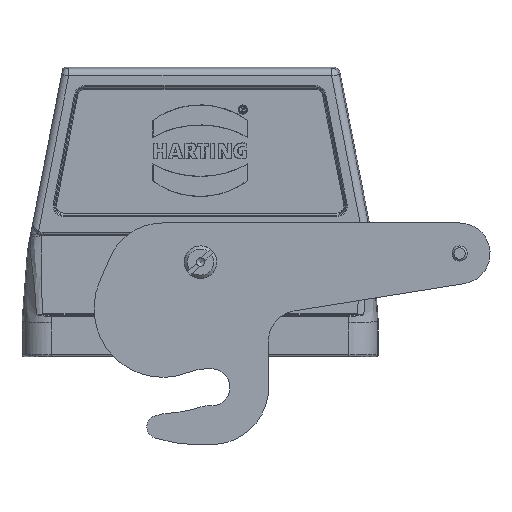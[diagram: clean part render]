
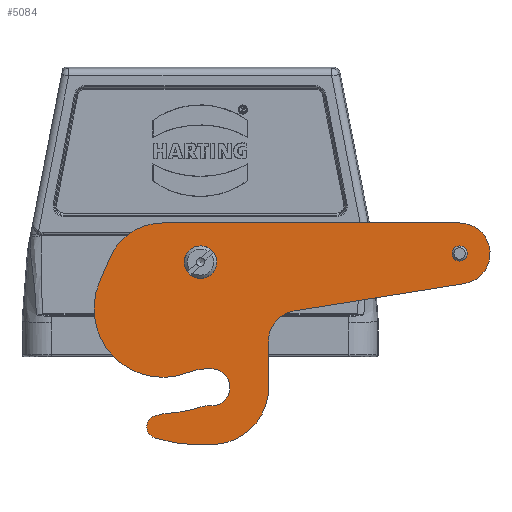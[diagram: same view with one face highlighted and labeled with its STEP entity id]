
A CAD part, front view. The second image highlights one B-rep face of the part: STEP entity #5084.
In plain terms, the highlighted planar face has unit normal (0, -1, 0).
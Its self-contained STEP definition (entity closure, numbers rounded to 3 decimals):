
#5084=ADVANCED_FACE('',(#5446,#5447,#5448),#5313,.T.);
#5313=PLANE('',#14754);
#5446=FACE_BOUND('',#6074,.T.);
#5447=FACE_BOUND('',#6075,.T.);
#5448=FACE_BOUND('',#6076,.T.);
#6074=EDGE_LOOP('',(#10451));
#6075=EDGE_LOOP('',(#10452,#10453,#10454,#10455,#10456,#10457,#10458,#10459,
#10460,#10461,#10462,#10463,#10464,#10465,#10466,#10467));
#6076=EDGE_LOOP('',(#10468));
#6612=CIRCLE('',#14740,2.8);
#6613=CIRCLE('',#14741,3.);
#6614=CIRCLE('',#14742,40.);
#6615=CIRCLE('',#14743,15.);
#6616=CIRCLE('',#14744,8.);
#6617=CIRCLE('',#14745,8.);
#6618=CIRCLE('',#14746,15.);
#6619=CIRCLE('',#14747,18.);
#6620=CIRCLE('',#14748,15.);
#6621=CIRCLE('',#14749,4.85);
#6622=CIRCLE('',#14750,5.);
#6623=CIRCLE('',#14751,35.);
#6624=CIRCLE('',#14752,15.);
#6625=CIRCLE('',#14753,1.975);
#7205=LINE('',#24145,#7797);
#7206=LINE('',#24149,#7798);
#7207=LINE('',#24153,#7799);
#7208=LINE('',#24157,#7800);
#7797=VECTOR('',#17200,1.);
#7798=VECTOR('',#17203,1.);
#7799=VECTOR('',#17206,1.);
#7800=VECTOR('',#17209,1.);
#10451=ORIENTED_EDGE('',*,*,#12848,.F.);
#10452=ORIENTED_EDGE('',*,*,#12849,.T.);
#10453=ORIENTED_EDGE('',*,*,#12850,.T.);
#10454=ORIENTED_EDGE('',*,*,#12851,.T.);
#10455=ORIENTED_EDGE('',*,*,#12852,.T.);
#10456=ORIENTED_EDGE('',*,*,#12853,.T.);
#10457=ORIENTED_EDGE('',*,*,#12854,.T.);
#10458=ORIENTED_EDGE('',*,*,#12855,.T.);
#10459=ORIENTED_EDGE('',*,*,#12856,.T.);
#10460=ORIENTED_EDGE('',*,*,#12857,.T.);
#10461=ORIENTED_EDGE('',*,*,#12858,.T.);
#10462=ORIENTED_EDGE('',*,*,#12859,.T.);
#10463=ORIENTED_EDGE('',*,*,#12860,.T.);
#10464=ORIENTED_EDGE('',*,*,#12861,.T.);
#10465=ORIENTED_EDGE('',*,*,#12862,.T.);
#10466=ORIENTED_EDGE('',*,*,#12863,.T.);
#10467=ORIENTED_EDGE('',*,*,#12864,.T.);
#10468=ORIENTED_EDGE('',*,*,#12865,.F.);
#11477=VERTEX_POINT('',#24137);
#11478=VERTEX_POINT('',#24139);
#11479=VERTEX_POINT('',#24140);
#11480=VERTEX_POINT('',#24142);
#11481=VERTEX_POINT('',#24144);
#11482=VERTEX_POINT('',#24146);
#11483=VERTEX_POINT('',#24148);
#11484=VERTEX_POINT('',#24150);
#11485=VERTEX_POINT('',#24152);
#11486=VERTEX_POINT('',#24154);
#11487=VERTEX_POINT('',#24156);
#11488=VERTEX_POINT('',#24158);
#11489=VERTEX_POINT('',#24160);
#11490=VERTEX_POINT('',#24162);
#11491=VERTEX_POINT('',#24164);
#11492=VERTEX_POINT('',#24166);
#11493=VERTEX_POINT('',#24168);
#11494=VERTEX_POINT('',#24171);
#12848=EDGE_CURVE('',#11477,#11477,#6612,.T.);
#12849=EDGE_CURVE('',#11478,#11479,#6613,.T.);
#12850=EDGE_CURVE('',#11479,#11480,#6614,.T.);
#12851=EDGE_CURVE('',#11480,#11481,#6615,.T.);
#12852=EDGE_CURVE('',#11481,#11482,#7205,.T.);
#12853=EDGE_CURVE('',#11482,#11483,#6616,.T.);
#12854=EDGE_CURVE('',#11483,#11484,#7206,.T.);
#12855=EDGE_CURVE('',#11484,#11485,#6617,.T.);
#12856=EDGE_CURVE('',#11485,#11486,#7207,.T.);
#12857=EDGE_CURVE('',#11486,#11487,#6618,.T.);
#12858=EDGE_CURVE('',#11487,#11488,#7208,.T.);
#12859=EDGE_CURVE('',#11488,#11489,#6619,.T.);
#12860=EDGE_CURVE('',#11489,#11490,#6620,.T.);
#12861=EDGE_CURVE('',#11490,#11491,#6621,.T.);
#12862=EDGE_CURVE('',#11491,#11492,#6622,.T.);
#12863=EDGE_CURVE('',#11492,#11493,#6623,.T.);
#12864=EDGE_CURVE('',#11493,#11478,#6624,.T.);
#12865=EDGE_CURVE('',#11494,#11494,#6625,.T.);
#14740=AXIS2_PLACEMENT_3D('',#24136,#17192,#17193);
#14741=AXIS2_PLACEMENT_3D('',#24138,#17194,#17195);
#14742=AXIS2_PLACEMENT_3D('',#24141,#17196,#17197);
#14743=AXIS2_PLACEMENT_3D('',#24143,#17198,#17199);
#14744=AXIS2_PLACEMENT_3D('',#24147,#17201,#17202);
#14745=AXIS2_PLACEMENT_3D('',#24151,#17204,#17205);
#14746=AXIS2_PLACEMENT_3D('',#24155,#17207,#17208);
#14747=AXIS2_PLACEMENT_3D('',#24159,#17210,#17211);
#14748=AXIS2_PLACEMENT_3D('',#24161,#17212,#17213);
#14749=AXIS2_PLACEMENT_3D('',#24163,#17214,#17215);
#14750=AXIS2_PLACEMENT_3D('',#24165,#17216,#17217);
#14751=AXIS2_PLACEMENT_3D('',#24167,#17218,#17219);
#14752=AXIS2_PLACEMENT_3D('',#24169,#17220,#17221);
#14753=AXIS2_PLACEMENT_3D('',#24170,#17222,#17223);
#14754=AXIS2_PLACEMENT_3D('',#24172,#17224,#17225);
#17192=DIRECTION('',(0.,-1.,0.));
#17193=DIRECTION('',(1.,0.,0.004));
#17194=DIRECTION('',(0.,-1.,0.));
#17195=DIRECTION('',(1.,0.,0.004));
#17196=DIRECTION('',(0.,-1.,0.));
#17197=DIRECTION('',(1.,0.,0.004));
#17198=DIRECTION('',(0.,-1.,0.));
#17199=DIRECTION('',(1.,0.,0.004));
#17200=DIRECTION('',(-0.004,0.,1.));
#17201=DIRECTION('',(0.,1.,0.));
#17202=DIRECTION('',(1.,0.,0.004));
#17203=DIRECTION('',(0.987,0.,0.158));
#17204=DIRECTION('',(0.,-1.,0.));
#17205=DIRECTION('',(1.,0.,0.004));
#17206=DIRECTION('',(-1.,0.,0.));
#17207=DIRECTION('',(0.,-1.,0.));
#17208=DIRECTION('',(1.,0.,0.004));
#17209=DIRECTION('',(-0.396,0.,-0.918));
#17210=DIRECTION('',(0.,-1.,0.));
#17211=DIRECTION('',(1.,0.,0.004));
#17212=DIRECTION('',(0.,1.,0.));
#17213=DIRECTION('',(1.,0.,0.004));
#17214=DIRECTION('',(0.,1.,0.));
#17215=DIRECTION('',(1.,0.,0.004));
#17216=DIRECTION('',(0.,-1.,0.));
#17217=DIRECTION('',(1.,0.,0.004));
#17218=DIRECTION('',(0.,1.,0.));
#17219=DIRECTION('',(1.,0.,0.004));
#17220=DIRECTION('',(0.,-1.,0.));
#17221=DIRECTION('',(1.,0.,0.004));
#17222=DIRECTION('',(0.,-1.,0.));
#17223=DIRECTION('',(0.,0.,-1.));
#17224=DIRECTION('',(0.,-1.,0.));
#17225=DIRECTION('',(1.,0.,0.004));
#24136=CARTESIAN_POINT('',(0.,-26.,15.65));
#24137=CARTESIAN_POINT('',(2.8,-26.,15.661));
#24138=CARTESIAN_POINT('',(-11.134,-26.,-27.593));
#24139=CARTESIAN_POINT('',(-12.081,-26.,-24.747));
#24140=CARTESIAN_POINT('',(-12.052,-26.,-30.449));
#24141=CARTESIAN_POINT('',(0.191,-26.,7.631));
#24142=CARTESIAN_POINT('',(4.488,-26.,-32.138));
#24143=CARTESIAN_POINT('',(2.876,-26.,-17.224));
#24144=CARTESIAN_POINT('',(17.876,-26.,-17.167));
#24145=CARTESIAN_POINT('',(17.876,-26.,-17.167));
#24146=CARTESIAN_POINT('',(17.83,-26.,-5.082));
#24147=CARTESIAN_POINT('',(25.83,-26.,-5.051));
#24148=CARTESIAN_POINT('',(24.564,-26.,2.848));
#24149=CARTESIAN_POINT('',(24.564,-26.,2.848));
#24150=CARTESIAN_POINT('',(69.258,-26.,10.012));
#24151=CARTESIAN_POINT('',(67.992,-26.,17.912));
#24152=CARTESIAN_POINT('',(67.992,-26.,25.912));
#24153=CARTESIAN_POINT('',(67.992,-26.,25.912));
#24154=CARTESIAN_POINT('',(-9.982,-26.,25.912));
#24155=CARTESIAN_POINT('',(-9.982,-26.,10.912));
#24156=CARTESIAN_POINT('',(-23.753,-26.,16.859));
#24157=CARTESIAN_POINT('',(-23.753,-26.,16.859));
#24158=CARTESIAN_POINT('',(-26.478,-26.,10.548));
#24159=CARTESIAN_POINT('',(-9.953,-26.,3.412));
#24160=CARTESIAN_POINT('',(-3.42,-26.,-13.361));
#24161=CARTESIAN_POINT('',(2.023,-26.,-27.338));
#24162=CARTESIAN_POINT('',(3.284,-26.,-12.392));
#24163=CARTESIAN_POINT('',(2.876,-26.,-17.224));
#24164=CARTESIAN_POINT('',(2.436,-26.,-22.054));
#24165=CARTESIAN_POINT('',(1.982,-26.,-27.034));
#24166=CARTESIAN_POINT('',(0.399,-26.,-22.291));
#24167=CARTESIAN_POINT('',(-10.682,-26.,10.909));
#24168=CARTESIAN_POINT('',(-8.347,-26.,-24.013));
#24169=CARTESIAN_POINT('',(-7.346,-26.,-38.98));
#24170=CARTESIAN_POINT('',(67.992,-26.,17.912));
#24171=CARTESIAN_POINT('',(67.992,-26.,15.937));
#24172=CARTESIAN_POINT('',(-11.134,-26.,-27.593));
